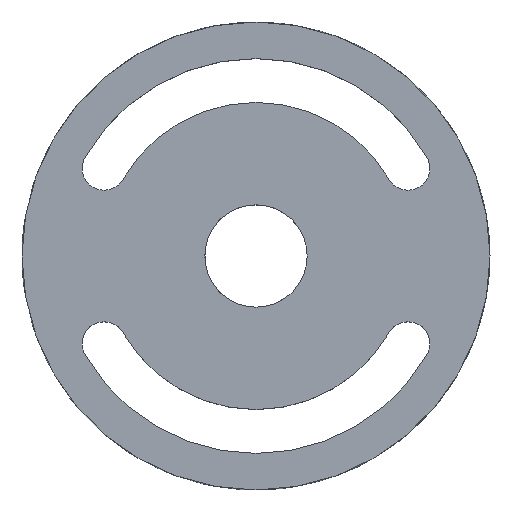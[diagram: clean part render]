
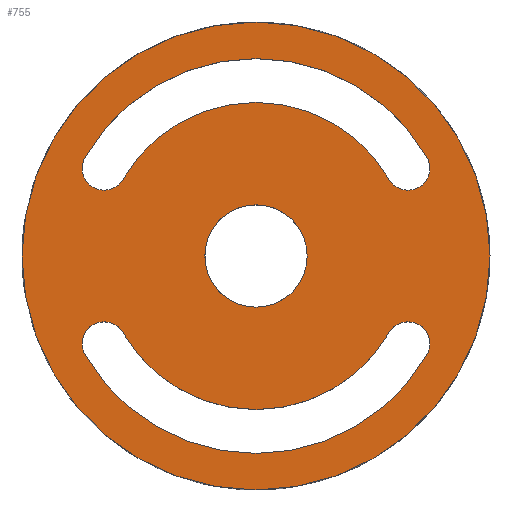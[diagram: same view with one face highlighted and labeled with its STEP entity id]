
A CAD part, top view. The second image highlights one B-rep face of the part: STEP entity #755.
In plain terms, the highlighted planar face has unit normal (0, 0, 1).
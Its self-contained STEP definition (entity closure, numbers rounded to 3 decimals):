
#15=FACE_BOUND('',#91,.T.);
#16=FACE_BOUND('',#92,.T.);
#17=FACE_BOUND('',#93,.T.);
#23=PLANE('',#837);
#51=FACE_OUTER_BOUND('',#90,.T.);
#90=EDGE_LOOP('',(#567));
#91=EDGE_LOOP('',(#568,#569,#570,#571));
#92=EDGE_LOOP('',(#572,#573,#574,#575));
#93=EDGE_LOOP('',(#576));
#269=CIRCLE('',#806,16.);
#281=CIRCLE('',#821,1.5);
#283=CIRCLE('',#824,10.5);
#285=CIRCLE('',#827,1.5);
#287=CIRCLE('',#830,1.5);
#289=CIRCLE('',#833,10.5);
#291=CIRCLE('',#836,1.5);
#292=CIRCLE('',#838,13.5);
#293=CIRCLE('',#839,13.5);
#294=CIRCLE('',#840,3.5);
#320=VERTEX_POINT('',#1149);
#345=VERTEX_POINT('',#1204);
#346=VERTEX_POINT('',#1206);
#348=VERTEX_POINT('',#1212);
#350=VERTEX_POINT('',#1218);
#353=VERTEX_POINT('',#1225);
#354=VERTEX_POINT('',#1227);
#356=VERTEX_POINT('',#1233);
#358=VERTEX_POINT('',#1239);
#359=VERTEX_POINT('',#1245);
#397=EDGE_CURVE('',#320,#320,#269,.F.);
#425=EDGE_CURVE('',#346,#345,#281,.T.);
#429=EDGE_CURVE('',#345,#348,#283,.T.);
#432=EDGE_CURVE('',#348,#350,#285,.T.);
#435=EDGE_CURVE('',#354,#353,#287,.T.);
#439=EDGE_CURVE('',#353,#356,#289,.T.);
#442=EDGE_CURVE('',#356,#358,#291,.T.);
#443=EDGE_CURVE('',#350,#346,#292,.T.);
#444=EDGE_CURVE('',#358,#354,#293,.T.);
#445=EDGE_CURVE('',#359,#359,#294,.F.);
#567=ORIENTED_EDGE('',*,*,#397,.T.);
#568=ORIENTED_EDGE('',*,*,#443,.T.);
#569=ORIENTED_EDGE('',*,*,#425,.T.);
#570=ORIENTED_EDGE('',*,*,#429,.T.);
#571=ORIENTED_EDGE('',*,*,#432,.T.);
#572=ORIENTED_EDGE('',*,*,#444,.T.);
#573=ORIENTED_EDGE('',*,*,#435,.T.);
#574=ORIENTED_EDGE('',*,*,#439,.T.);
#575=ORIENTED_EDGE('',*,*,#442,.T.);
#576=ORIENTED_EDGE('',*,*,#445,.T.);
#755=ADVANCED_FACE('',(#51,#15,#16,#17),#23,.T.);
#806=AXIS2_PLACEMENT_3D('',#1150,#908,#909);
#821=AXIS2_PLACEMENT_3D('',#1207,#954,#955);
#824=AXIS2_PLACEMENT_3D('',#1214,#962,#963);
#827=AXIS2_PLACEMENT_3D('',#1220,#969,#970);
#830=AXIS2_PLACEMENT_3D('',#1228,#976,#977);
#833=AXIS2_PLACEMENT_3D('',#1235,#984,#985);
#836=AXIS2_PLACEMENT_3D('',#1241,#991,#992);
#837=AXIS2_PLACEMENT_3D('',#1242,#993,#994);
#838=AXIS2_PLACEMENT_3D('',#1243,#995,#996);
#839=AXIS2_PLACEMENT_3D('',#1244,#997,#998);
#840=AXIS2_PLACEMENT_3D('',#1246,#999,#1000);
#908=DIRECTION('center_axis',(0.,0.,
-1.));
#909=DIRECTION('ref_axis',(1.,0.,0.));
#954=DIRECTION('center_axis',(0.,0.,
-1.));
#955=DIRECTION('ref_axis',(0.866,0.5,0.));
#962=DIRECTION('center_axis',(0.,0.,
1.));
#963=DIRECTION('ref_axis',(-0.866,0.5,0.));
#969=DIRECTION('center_axis',(0.,0.,
-1.));
#970=DIRECTION('ref_axis',(0.866,-0.5,0.));
#976=DIRECTION('center_axis',(0.,0.,
-1.));
#977=DIRECTION('ref_axis',(-0.866,-0.5,0.));
#984=DIRECTION('center_axis',(0.,0.,
1.));
#985=DIRECTION('ref_axis',(0.5,0.866,0.));
#991=DIRECTION('center_axis',(0.,0.,
-1.));
#992=DIRECTION('ref_axis',(-0.866,0.5,0.));
#993=DIRECTION('center_axis',(0.,0.,
1.));
#994=DIRECTION('ref_axis',(-1.,0.,0.));
#995=DIRECTION('center_axis',(0.,0.,
-1.));
#996=DIRECTION('ref_axis',(-0.866,0.5,0.));
#997=DIRECTION('center_axis',(0.,0.,
-1.));
#998=DIRECTION('ref_axis',(0.5,0.866,0.));
#999=DIRECTION('center_axis',(0.,0.,
1.));
#1000=DIRECTION('ref_axis',(-1.,0.,0.));
#1149=CARTESIAN_POINT('',(-16.,0.,2.5));
#1150=CARTESIAN_POINT('Origin',(0.,0.,
2.5));
#1204=CARTESIAN_POINT('',(9.093,5.25,2.5));
#1206=CARTESIAN_POINT('',(11.691,6.75,2.5));
#1207=CARTESIAN_POINT('Origin',(10.392,6.,2.5));
#1212=CARTESIAN_POINT('',(-9.093,5.25,2.5));
#1214=CARTESIAN_POINT('Origin',(0.,0.,
2.5));
#1218=CARTESIAN_POINT('',(-11.691,6.75,2.5));
#1220=CARTESIAN_POINT('Origin',(-10.392,6.,2.5));
#1225=CARTESIAN_POINT('',(-9.093,-5.25,2.5));
#1227=CARTESIAN_POINT('',(-11.691,-6.75,2.5));
#1228=CARTESIAN_POINT('Origin',(-10.392,-6.,2.5));
#1233=CARTESIAN_POINT('',(9.093,-5.25,2.5));
#1235=CARTESIAN_POINT('Origin',(0.,0.,
2.5));
#1239=CARTESIAN_POINT('',(11.691,-6.75,2.5));
#1241=CARTESIAN_POINT('Origin',(10.392,-6.,2.5));
#1242=CARTESIAN_POINT('Origin',(0.,0.,
2.5));
#1243=CARTESIAN_POINT('Origin',(0.,0.,
2.5));
#1244=CARTESIAN_POINT('Origin',(0.,0.,
2.5));
#1245=CARTESIAN_POINT('',(3.5,0.,2.5));
#1246=CARTESIAN_POINT('Origin',(0.,0.,
2.5));
